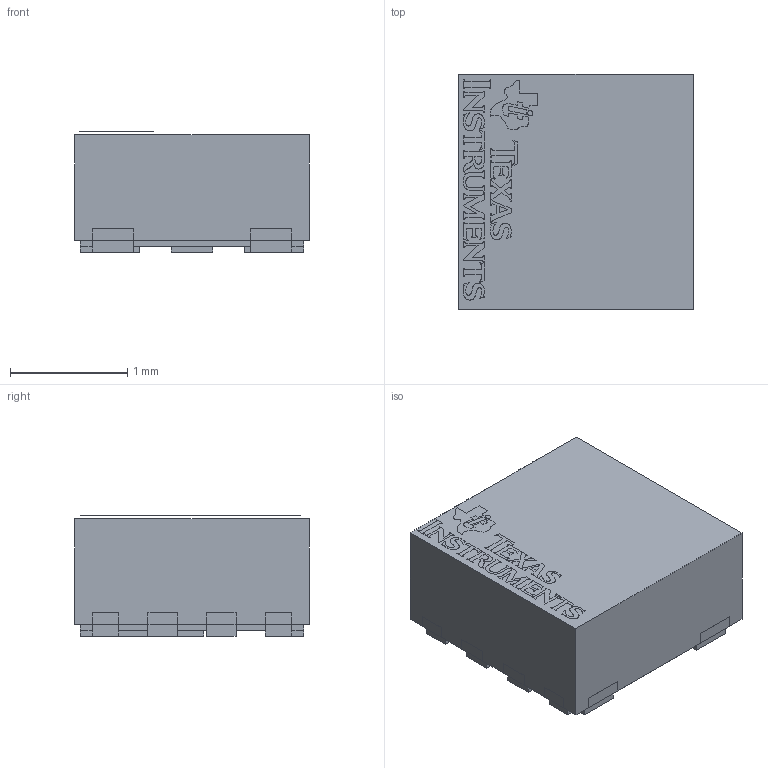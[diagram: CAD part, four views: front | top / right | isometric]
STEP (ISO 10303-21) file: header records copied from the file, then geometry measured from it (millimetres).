
FILE_DESCRIPTION(('FreeCAD Model'),'2;1');
FILE_NAME('Open CASCADE Shape Model','2024-04-19T07:12:40',( 'kicad StepUp'),('ksu MCAD'),'Open CASCADE STEP processor 7.6', 'FreeCAD','Unknown');
FILE_SCHEMA(('AUTOMOTIVE_DESIGN { 1 0 10303 214 1 1 1 1 }'));
Length unit declared in the file: millimetre
Products named in the file (2): VQFN-HR; Part
Assembly tree (1 placements, depth 2):
  VQFN-HR
    Part
Bounding box: 2 x 2 x 1.03 mm (x, y, z)
Volume: 3.8 mm3; surface area: 16.9 mm2
Topology: 19 solids, 19 shells, 528 faces, 1500 edges, 980 vertices
Faces by surface type: extrusion 359, plane 133, bspline 36
Entity records: 21149 total; most frequent: CARTESIAN_POINT 5246, ORIENTED_EDGE 2940, EDGE_CURVE 1470, DIRECTION 1381, VECTOR 1111, B_SPLINE_CURVE_WITH_KNOTS 1077, VERTEX_POINT 980, LINE 752
